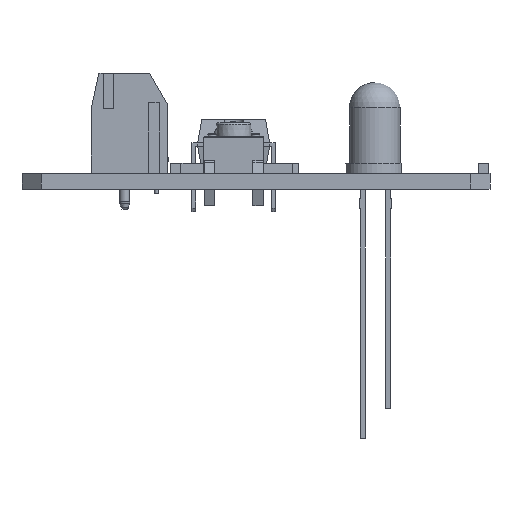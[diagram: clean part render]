
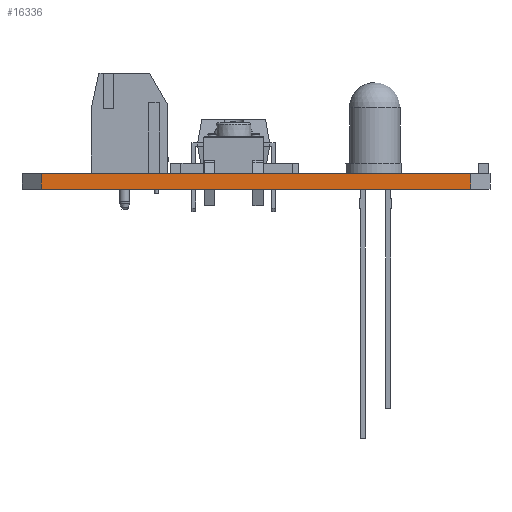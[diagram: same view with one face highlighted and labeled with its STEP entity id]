
A CAD part, front view. The second image highlights one B-rep face of the part: STEP entity #16336.
In plain terms, the highlighted planar face has unit normal (0, -1, 0).
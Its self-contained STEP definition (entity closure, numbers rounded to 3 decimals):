
#751=PLANE('',#17569);
#1452=FACE_OUTER_BOUND('',#2384,.T.);
#2384=EDGE_LOOP('',(#11367,#11368,#11369,#11370));
#3476=LINE('',#23575,#5156);
#3477=LINE('',#23578,#5157);
#3478=LINE('',#23580,#5158);
#3479=LINE('',#23581,#5159);
#5156=VECTOR('',#19177,10.);
#5157=VECTOR('',#19180,10.);
#5158=VECTOR('',#19181,10.);
#5159=VECTOR('',#19182,10.);
#7319=VERTEX_POINT('',#23571);
#7320=VERTEX_POINT('',#23573);
#7321=VERTEX_POINT('',#23577);
#7322=VERTEX_POINT('',#23579);
#8935=EDGE_CURVE('',#7319,#7320,#3476,.T.);
#8936=EDGE_CURVE('',#7321,#7319,#3477,.T.);
#8937=EDGE_CURVE('',#7322,#7320,#3478,.T.);
#8938=EDGE_CURVE('',#7321,#7322,#3479,.T.);
#11367=ORIENTED_EDGE('',*,*,#8936,.T.);
#11368=ORIENTED_EDGE('',*,*,#8935,.T.);
#11369=ORIENTED_EDGE('',*,*,#8937,.F.);
#11370=ORIENTED_EDGE('',*,*,#8938,.F.);
#16336=ADVANCED_FACE('',(#1452),#751,.T.);
#17569=AXIS2_PLACEMENT_3D('',#23576,#19178,#19179);
#19177=DIRECTION('',(0.,0.,1.));
#19178=DIRECTION('center_axis',(0.,-1.,0.));
#19179=DIRECTION('ref_axis',(1.,0.,0.));
#19180=DIRECTION('',(1.,0.,0.));
#19181=DIRECTION('',(1.,0.,0.));
#19182=DIRECTION('',(0.,0.,1.));
#23571=CARTESIAN_POINT('',(45.085,1.27,0.));
#23573=CARTESIAN_POINT('',(45.085,1.27,1.57));
#23575=CARTESIAN_POINT('',(45.085,1.27,0.));
#23576=CARTESIAN_POINT('Origin',(2.54,1.27,0.));
#23577=CARTESIAN_POINT('',(2.54,1.27,0.));
#23578=CARTESIAN_POINT('',(2.54,1.27,0.));
#23579=CARTESIAN_POINT('',(2.54,1.27,1.57));
#23580=CARTESIAN_POINT('',(2.54,1.27,1.57));
#23581=CARTESIAN_POINT('',(2.54,1.27,0.));
